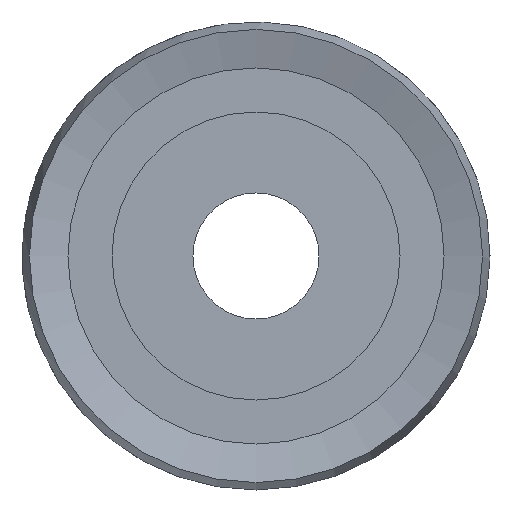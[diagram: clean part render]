
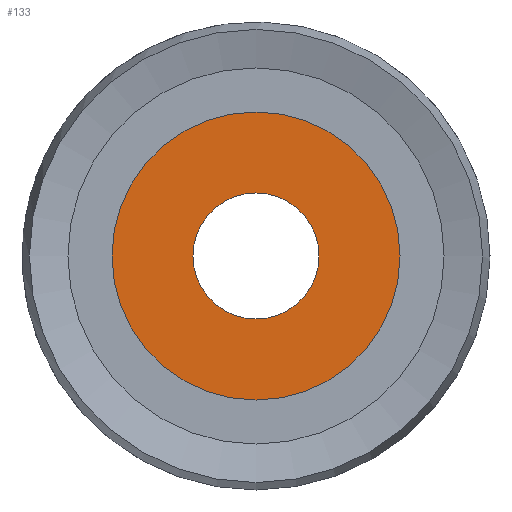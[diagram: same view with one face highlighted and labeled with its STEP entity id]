
A CAD part, left-side view. The second image highlights one B-rep face of the part: STEP entity #133.
In plain terms, the highlighted planar face has unit normal (-1, 0, 0).
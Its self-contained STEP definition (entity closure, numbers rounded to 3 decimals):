
#133 = ADVANCED_FACE( '', ( #290, #291 ), #292, .F. );
#290 = FACE_OUTER_BOUND( '', #610, .T. );
#291 = FACE_BOUND( '', #611, .T. );
#292 = PLANE( '', #612 );
#610 = EDGE_LOOP( '', ( #931 ) );
#611 = EDGE_LOOP( '', ( #932 ) );
#612 = AXIS2_PLACEMENT_3D( '', #933, #934, #935 );
#931 = ORIENTED_EDGE( '', *, *, #2138, .F. );
#932 = ORIENTED_EDGE( '', *, *, #2139, .T. );
#933 = CARTESIAN_POINT( '', ( 0., 0., 0. ) );
#934 = DIRECTION( '', ( 1., 0., 0. ) );
#935 = DIRECTION( '', ( 0., 0., -1. ) );
#2138 = EDGE_CURVE( '', #2515, #2515, #2516, .T. );
#2139 = EDGE_CURVE( '', #2517, #2517, #2518, .T. );
#2515 = VERTEX_POINT( '', #3127 );
#2516 = CIRCLE( '', #3128, 8. );
#2517 = VERTEX_POINT( '', #3129 );
#2518 = CIRCLE( '', #3130, 3.5 );
#3127 = CARTESIAN_POINT( '', ( 0., 0., -8. ) );
#3128 = AXIS2_PLACEMENT_3D( '', #3852, #3853, #3854 );
#3129 = CARTESIAN_POINT( '', ( 0., 0., -3.5 ) );
#3130 = AXIS2_PLACEMENT_3D( '', #3855, #3856, #3857 );
#3852 = CARTESIAN_POINT( '', ( 0., 0., 0. ) );
#3853 = DIRECTION( '', ( 1., 0., 0. ) );
#3854 = DIRECTION( '', ( 0., 0., -1. ) );
#3855 = CARTESIAN_POINT( '', ( 0., 0., 0. ) );
#3856 = DIRECTION( '', ( 1., 0., 0. ) );
#3857 = DIRECTION( '', ( 0., 0., -1. ) );
